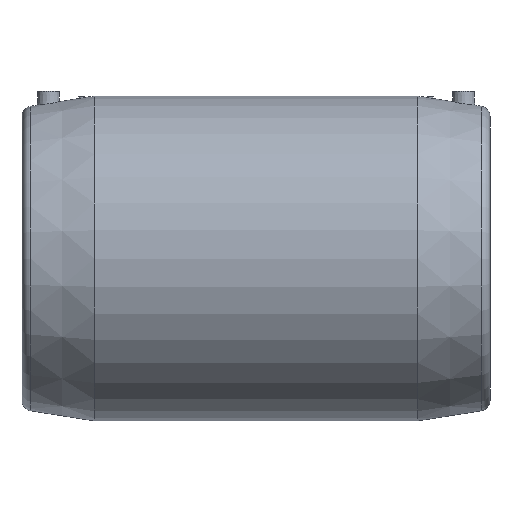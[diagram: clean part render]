
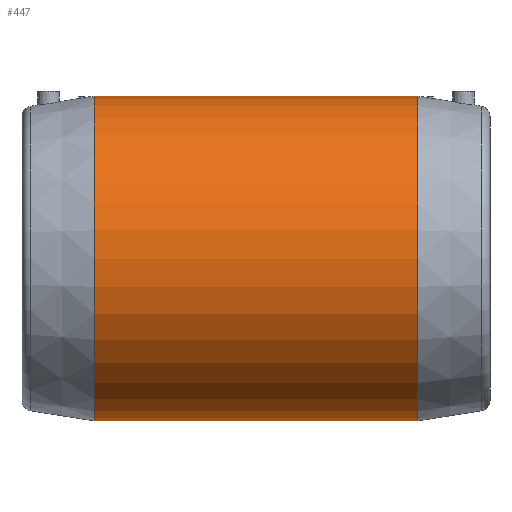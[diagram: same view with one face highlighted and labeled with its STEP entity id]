
A CAD part, front view. The second image highlights one B-rep face of the part: STEP entity #447.
In plain terms, the highlighted cylindrical face has radius 144 mm (diameter 288 mm), a full revolution.
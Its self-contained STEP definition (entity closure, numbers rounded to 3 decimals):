
#48=CYLINDRICAL_SURFACE('',#513,144.);
#60=B_SPLINE_CURVE_WITH_KNOTS('',3,(#866,#867,#868,#869,#870,#871,#872,
#873,#874,#875,#876,#877,#878,#879,#880,#881,#882,#883,#884,#885,#886,#887,
#888,#889,#890,#891,#892,#893,#894,#895,#896,#897,#898,#899,#900,#901,#902,
#903,#904,#905,#906,#907,#908,#909,#910,#911,#912,#913,#914,#915,#916,#917,
#918,#919,#920,#921,#922,#923,#924,#925,#926,#927,#928,#929,#930,#931),
 .UNSPECIFIED.,.T.,.F.,(1,1,1,1,1,1,1,1,1,1,1,1,1,1,1,1,1,1,1,1,1,1,1,1,
1,1,1,1,1,1,1,1,1,1,1,1,1,1,1,1,1,1,1,1,1,1,1,1,1,1,1,1,1,1,1,1,1,1,1,1,
1,1,1,1,1,1,1,1,1,1),(-0.027,-0.018,-0.009,
0.,0.009,0.018,0.027,
0.036,0.045,0.054,0.071,
0.08,0.089,0.098,0.107,
0.116,0.125,0.134,0.143,
0.152,0.161,0.17,0.179,
0.188,0.197,0.205,0.214,
0.223,0.232,0.241,0.25,
0.259,0.268,0.277,0.286,
0.295,0.304,0.308,0.313,
0.322,0.331,0.339,0.348,
0.357,0.366,0.375,0.393,
0.402,0.411,0.42,0.429,
0.438,0.447,0.456,0.465,
0.473,0.482,0.5,0.509,
0.518,0.527,0.536,0.54,
0.545,0.554,0.563,0.572,
0.581,0.59,0.599),.UNSPECIFIED.);
#105=ORIENTED_EDGE('',*,*,#181,.T.);
#106=ORIENTED_EDGE('',*,*,#168,.F.);
#107=ORIENTED_EDGE('',*,*,#180,.T.);
#168=EDGE_CURVE('',#213,#213,#250,.T.);
#180=EDGE_CURVE('',#225,#225,#259,.T.);
#181=EDGE_CURVE('',#226,#226,#60,.T.);
#213=VERTEX_POINT('',#773);
#225=VERTEX_POINT('',#864);
#226=VERTEX_POINT('',#932);
#250=CIRCLE('',#497,144.);
#259=CIRCLE('',#512,144.);
#306=EDGE_LOOP('',(#105));
#307=EDGE_LOOP('',(#106));
#308=EDGE_LOOP('',(#107));
#378=FACE_BOUND('',#306,.T.);
#379=FACE_BOUND('',#307,.T.);
#380=FACE_BOUND('',#308,.T.);
#447=ADVANCED_FACE('',(#378,#379,#380),#48,.T.);
#497=AXIS2_PLACEMENT_3D('',#772,#578,#579);
#512=AXIS2_PLACEMENT_3D('',#863,#610,#611);
#513=AXIS2_PLACEMENT_3D('',#865,#612,#613);
#578=DIRECTION('',(-1.,0.,0.));
#579=DIRECTION('',(0.,0.,1.));
#610=DIRECTION('',(-1.,0.,0.));
#611=DIRECTION('',(0.,0.,1.));
#612=DIRECTION('',(-1.,0.,0.));
#613=DIRECTION('',(0.,0.,1.));
#772=CARTESIAN_POINT('',(-143.5,0.,0.));
#773=CARTESIAN_POINT('',(-143.5,0.,144.));
#863=CARTESIAN_POINT('',(143.5,0.,0.));
#864=CARTESIAN_POINT('',(143.5,0.,144.));
#865=CARTESIAN_POINT('',(-60.,0.,0.));
#866=CARTESIAN_POINT('',(90.667,143.808,-9.072));
#867=CARTESIAN_POINT('',(91.165,144.095,0.022));
#868=CARTESIAN_POINT('',(90.671,143.811,8.983));
#869=CARTESIAN_POINT('',(89.238,142.991,17.76));
#870=CARTESIAN_POINT('',(86.853,141.646,26.395));
#871=CARTESIAN_POINT('',(83.649,139.878,34.527));
#872=CARTESIAN_POINT('',(79.662,137.74,42.243));
#873=CARTESIAN_POINT('',(73.317,134.466,51.946));
#874=CARTESIAN_POINT('',(65.806,130.847,60.387));
#875=CARTESIAN_POINT('',(57.06,127.101,67.772));
#876=CARTESIAN_POINT('',(50.082,124.39,72.61));
#877=CARTESIAN_POINT('',(42.668,121.84,76.799));
#878=CARTESIAN_POINT('',(34.773,119.524,80.342));
#879=CARTESIAN_POINT('',(26.435,117.558,83.181));
#880=CARTESIAN_POINT('',(17.901,116.078,85.225));
#881=CARTESIAN_POINT('',(9.055,115.131,86.493));
#882=CARTESIAN_POINT('',(0.052,114.807,86.921));
#883=CARTESIAN_POINT('',(-8.816,115.117,86.512));
#884=CARTESIAN_POINT('',(-17.67,116.043,85.273));
#885=CARTESIAN_POINT('',(-26.32,117.534,83.214));
#886=CARTESIAN_POINT('',(-34.567,119.471,80.422));
#887=CARTESIAN_POINT('',(-42.536,121.796,76.869));
#888=CARTESIAN_POINT('',(-50.02,124.366,72.651));
#889=CARTESIAN_POINT('',(-57.006,127.079,67.813));
#890=CARTESIAN_POINT('',(-63.559,129.883,62.293));
#891=CARTESIAN_POINT('',(-69.526,132.642,56.197));
#892=CARTESIAN_POINT('',(-74.856,135.261,49.582));
#893=CARTESIAN_POINT('',(-79.56,137.686,42.416));
#894=CARTESIAN_POINT('',(-83.615,139.859,34.613));
#895=CARTESIAN_POINT('',(-86.821,141.629,26.476));
#896=CARTESIAN_POINT('',(-89.19,142.964,17.974));
#897=CARTESIAN_POINT('',(-90.668,143.809,9.068));
#898=CARTESIAN_POINT('',(-91.164,144.094,0.01));
#899=CARTESIAN_POINT('',(-90.676,143.814,-8.935));
#900=CARTESIAN_POINT('',(-89.489,143.135,-16.22));
#901=CARTESIAN_POINT('',(-88.08,142.338,-21.957));
#902=CARTESIAN_POINT('',(-86.354,141.371,-27.653));
#903=CARTESIAN_POINT('',(-83.677,139.893,-34.468));
#904=CARTESIAN_POINT('',(-79.711,137.766,-42.155));
#905=CARTESIAN_POINT('',(-74.971,135.318,-49.433));
#906=CARTESIAN_POINT('',(-69.598,132.676,-56.116));
#907=CARTESIAN_POINT('',(-63.672,129.934,-62.184));
#908=CARTESIAN_POINT('',(-57.156,127.139,-67.7));
#909=CARTESIAN_POINT('',(-47.764,123.488,-74.223));
#910=CARTESIAN_POINT('',(-37.643,120.209,-79.352));
#911=CARTESIAN_POINT('',(-26.526,117.575,-83.157));
#912=CARTESIAN_POINT('',(-17.923,116.081,-85.22));
#913=CARTESIAN_POINT('',(-9.151,115.139,-86.483));
#914=CARTESIAN_POINT('',(-0.103,114.805,-86.924));
#915=CARTESIAN_POINT('',(8.825,115.118,-86.51));
#916=CARTESIAN_POINT('',(17.615,116.036,-85.282));
#917=CARTESIAN_POINT('',(26.309,117.531,-83.219));
#918=CARTESIAN_POINT('',(34.579,119.475,-80.415));
#919=CARTESIAN_POINT('',(42.497,121.783,-76.889));
#920=CARTESIAN_POINT('',(52.552,125.236,-71.224));
#921=CARTESIAN_POINT('',(61.523,128.943,-64.366));
#922=CARTESIAN_POINT('',(69.556,132.655,-56.168));
#923=CARTESIAN_POINT('',(74.894,135.28,-49.53));
#924=CARTESIAN_POINT('',(79.581,137.697,-42.374));
#925=CARTESIAN_POINT('',(82.924,139.488,-35.949));
#926=CARTESIAN_POINT('',(85.23,140.751,-30.515));
#927=CARTESIAN_POINT('',(87.237,141.863,-24.998));
#928=CARTESIAN_POINT('',(89.202,142.971,-17.911));
#929=CARTESIAN_POINT('',(90.667,143.808,-9.072));
#930=CARTESIAN_POINT('',(91.165,144.095,0.022));
#931=CARTESIAN_POINT('',(90.671,143.811,8.983));
#932=CARTESIAN_POINT('',(91.,144.,0.));
